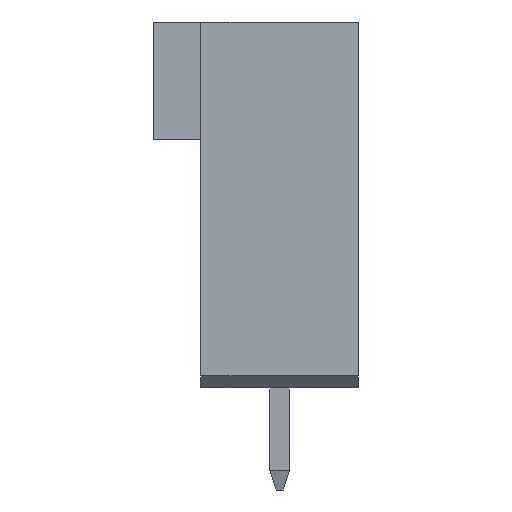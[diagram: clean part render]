
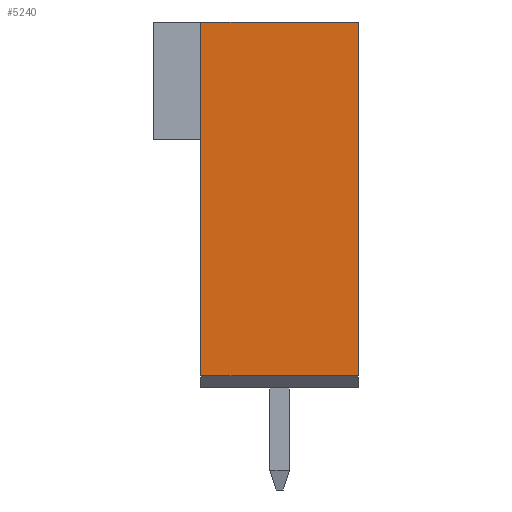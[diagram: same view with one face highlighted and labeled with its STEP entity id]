
A CAD part, left-side view. The second image highlights one B-rep face of the part: STEP entity #5240.
In plain terms, the highlighted planar face has unit normal (-1, 0, 0).
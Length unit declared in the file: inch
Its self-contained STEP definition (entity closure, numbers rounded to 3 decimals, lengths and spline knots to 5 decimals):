
#1=DIRECTION('',(0.,-1.,0.));
#2=VECTOR('',#1,0.2);
#3=CARTESIAN_POINT('',(-1.1,0.1,0.15));
#4=LINE('',#3,#2);
#5=DIRECTION('',(0.,0.,-1.));
#6=VECTOR('',#5,0.45);
#7=CARTESIAN_POINT('',(-1.1,-0.1,0.15));
#8=LINE('',#7,#6);
#9=DIRECTION('',(0.,1.,0.));
#10=VECTOR('',#9,0.2);
#11=CARTESIAN_POINT('',(-1.1,-0.1,-0.3));
#12=LINE('',#11,#10);
#45=DIRECTION('',(0.,0.,-1.));
#46=VECTOR('',#45,0.45);
#47=CARTESIAN_POINT('',(-1.1,0.1,0.15));
#48=LINE('',#47,#46);
#4009=CARTESIAN_POINT('',(-1.1,-0.1,0.15));
#4010=CARTESIAN_POINT('',(-1.1,-0.1,-0.3));
#4011=VERTEX_POINT('',#4009);
#4012=VERTEX_POINT('',#4010);
#4013=CARTESIAN_POINT('',(-1.1,0.1,-0.3));
#4014=VERTEX_POINT('',#4013);
#4179=CARTESIAN_POINT('',(-1.1,0.1,0.15));
#4180=VERTEX_POINT('',#4179);
#5225=CARTESIAN_POINT('',(-1.1,0.,0.));
#5226=DIRECTION('',(1.,0.,0.));
#5227=DIRECTION('',(0.,0.,-1.));
#5228=AXIS2_PLACEMENT_3D('',#5225,#5226,#5227);
#5229=PLANE('',#5228);
#5231=ORIENTED_EDGE('',*,*,#5230,.F.);
#5233=ORIENTED_EDGE('',*,*,#5232,.T.);
#5235=ORIENTED_EDGE('',*,*,#5234,.T.);
#5237=ORIENTED_EDGE('',*,*,#5236,.T.);
#5238=EDGE_LOOP('',(#5231,#5233,#5235,#5237));
#5239=FACE_OUTER_BOUND('',#5238,.F.);
#5240=ADVANCED_FACE('',(#5239),#5229,.F.);
#5230=EDGE_CURVE('',#4180,#4014,#48,.T.);
#5232=EDGE_CURVE('',#4180,#4011,#4,.T.);
#5234=EDGE_CURVE('',#4011,#4012,#8,.T.);
#5236=EDGE_CURVE('',#4012,#4014,#12,.T.);
